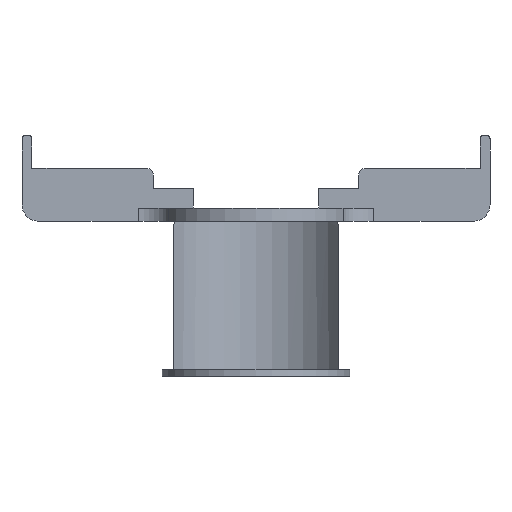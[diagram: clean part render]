
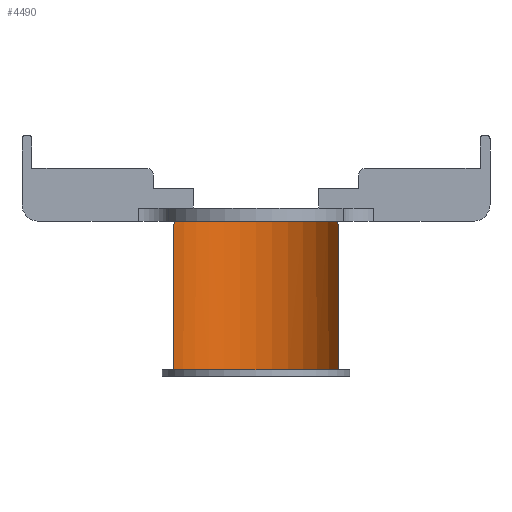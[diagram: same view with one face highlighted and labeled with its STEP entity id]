
A CAD part, front view. The second image highlights one B-rep face of the part: STEP entity #4490.
In plain terms, the highlighted cylindrical face has radius 29 mm (diameter 58 mm), a partial arc.
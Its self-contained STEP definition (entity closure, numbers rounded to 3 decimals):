
#122 = CARTESIAN_POINT ( 'NONE',  ( 25., 14.697, 59.902 ) ) ;
#128 = VERTEX_POINT ( 'NONE', #3612 ) ;
#149 = DIRECTION ( 'NONE',  ( 0., 0., 1. ) ) ;
#323 = CARTESIAN_POINT ( 'NONE',  ( -24.657, 15.266, 0. ) ) ;
#653 = ORIENTED_EDGE ( 'NONE', *, *, #977, .T. ) ;
#703 = CARTESIAN_POINT ( 'NONE',  ( -24.842, 14.963, -0.62 ) ) ;
#897 = VERTEX_POINT ( 'NONE', #3291 ) ;
#936 = CIRCLE ( 'NONE', #4762, 29. ) ;
#977 = EDGE_CURVE ( 'NONE', #3001, #128, #936, .T. ) ;
#1095 = CYLINDRICAL_SURFACE ( 'NONE', #2940, 29. ) ;
#1163 = ORIENTED_EDGE ( 'NONE', *, *, #2876, .F. ) ;
#1301 = CARTESIAN_POINT ( 'NONE',  ( 0., 0., -45.1 ) ) ;
#1339 = EDGE_CURVE ( 'NONE', #897, #2336, #2651, .T. ) ;
#1374 = ORIENTED_EDGE ( 'NONE', *, *, #2095, .F. ) ;
#1565 = CARTESIAN_POINT ( 'NONE',  ( 24.937, 14.803, -1.118 ) ) ;
#1899 = EDGE_CURVE ( 'NONE', #897, #3001, #3573, .T. ) ;
#1980 = ORIENTED_EDGE ( 'NONE', *, *, #1339, .F. ) ;
#2013 = CARTESIAN_POINT ( 'NONE',  ( 25., 14.697, -2. ) ) ;
#2095 = EDGE_CURVE ( 'NONE', #2336, #4669, #2517, .T. ) ;
#2146 = CARTESIAN_POINT ( 'NONE',  ( -24.968, 14.752, -1.292 ) ) ;
#2255 = B_SPLINE_CURVE_WITH_KNOTS ( 'NONE', 3,
 ( #4411, #2500, #3933, #1565, #3008, #4935, #4876, #5315 ),
 .UNSPECIFIED., .F., .F.,
 ( 4, 2, 2, 4 ),
 ( 0., 0.001, 0.002, 0.002 ),
 .UNSPECIFIED. ) ;
#2336 = VERTEX_POINT ( 'NONE', #323 ) ;
#2366 = CARTESIAN_POINT ( 'NONE',  ( 24.657, 15.266, 0. ) ) ;
#2467 = DIRECTION ( 'NONE',  ( 1., 0., 0. ) ) ;
#2473 = DIRECTION ( 'NONE',  ( 0., 0., -1. ) ) ;
#2500 = CARTESIAN_POINT ( 'NONE',  ( 24.762, 15.096, -0.297 ) ) ;
#2517 = CIRCLE ( 'NONE', #4348, 29. ) ;
#2651 = B_SPLINE_CURVE_WITH_KNOTS ( 'NONE', 3,
 ( #4113, #5964, #2146, #4525, #703, #6029, #3626, #4992 ),
 .UNSPECIFIED., .F., .F.,
 ( 4, 2, 2, 4 ),
 ( 0., 0.001, 0.002, 0.002 ),
 .UNSPECIFIED. ) ;
#2654 = DIRECTION ( 'NONE',  ( 0., 0., -1. ) ) ;
#2876 = EDGE_CURVE ( 'NONE', #3015, #128, #5823, .T. ) ;
#2940 = AXIS2_PLACEMENT_3D ( 'NONE', #3483, #149, #2467 ) ;
#3001 = VERTEX_POINT ( 'NONE', #4985 ) ;
#3008 = CARTESIAN_POINT ( 'NONE',  ( 24.961, 14.764, -1.292 ) ) ;
#3015 = VERTEX_POINT ( 'NONE', #2013 ) ;
#3291 = CARTESIAN_POINT ( 'NONE',  ( -25., 14.697, -2. ) ) ;
#3317 = DIRECTION ( 'NONE',  ( 0., 0., -1. ) ) ;
#3483 = CARTESIAN_POINT ( 'NONE',  ( 0., 0., -127.124 ) ) ;
#3573 = LINE ( 'NONE', #5028, #4901 ) ;
#3612 = CARTESIAN_POINT ( 'NONE',  ( 25., 14.697, -45.1 ) ) ;
#3626 = CARTESIAN_POINT ( 'NONE',  ( -24.71, 15.181, -0.149 ) ) ;
#3859 = DIRECTION ( 'NONE',  ( 0., 0., -1. ) ) ;
#3930 = EDGE_LOOP ( 'NONE', ( #5614, #1374, #1980, #4498, #653, #1163 ) ) ;
#3933 = CARTESIAN_POINT ( 'NONE',  ( 24.847, 14.954, -0.612 ) ) ;
#4113 = CARTESIAN_POINT ( 'NONE',  ( -25., 14.697, -2. ) ) ;
#4348 = AXIS2_PLACEMENT_3D ( 'NONE', #5304, #3859, #4461 ) ;
#4411 = CARTESIAN_POINT ( 'NONE',  ( 24.657, 15.266, 0. ) ) ;
#4461 = DIRECTION ( 'NONE',  ( -1., 0., 0. ) ) ;
#4490 = ADVANCED_FACE ( 'NONE', ( #5410 ), #1095, .F. ) ;
#4498 = ORIENTED_EDGE ( 'NONE', *, *, #1899, .T. ) ;
#4511 = EDGE_CURVE ( 'NONE', #4669, #3015, #2255, .T. ) ;
#4525 = CARTESIAN_POINT ( 'NONE',  ( -24.878, 14.902, -0.786 ) ) ;
#4669 = VERTEX_POINT ( 'NONE', #2366 ) ;
#4762 = AXIS2_PLACEMENT_3D ( 'NONE', #1301, #3317, #5247 ) ;
#4876 = CARTESIAN_POINT ( 'NONE',  ( 25., 14.697, -1.82 ) ) ;
#4901 = VECTOR ( 'NONE', #2654, 1000. ) ;
#4935 = CARTESIAN_POINT ( 'NONE',  ( 24.992, 14.711, -1.643 ) ) ;
#4985 = CARTESIAN_POINT ( 'NONE',  ( -25., 14.697, -45.1 ) ) ;
#4992 = CARTESIAN_POINT ( 'NONE',  ( -24.657, 15.266, 0. ) ) ;
#5028 = CARTESIAN_POINT ( 'NONE',  ( -25., 14.697, 59.902 ) ) ;
#5048 = VECTOR ( 'NONE', #2473, 1000. ) ;
#5247 = DIRECTION ( 'NONE',  ( -1., 0., 0. ) ) ;
#5304 = CARTESIAN_POINT ( 'NONE',  ( 0., 0., 0. ) ) ;
#5315 = CARTESIAN_POINT ( 'NONE',  ( 25., 14.697, -2. ) ) ;
#5410 = FACE_OUTER_BOUND ( 'NONE', #3930, .T. ) ;
#5614 = ORIENTED_EDGE ( 'NONE', *, *, #4511, .F. ) ;
#5823 = LINE ( 'NONE', #122, #5048 ) ;
#5964 = CARTESIAN_POINT ( 'NONE',  ( -25., 14.697, -1.64 ) ) ;
#6029 = CARTESIAN_POINT ( 'NONE',  ( -24.757, 15.103, -0.303 ) ) ;
